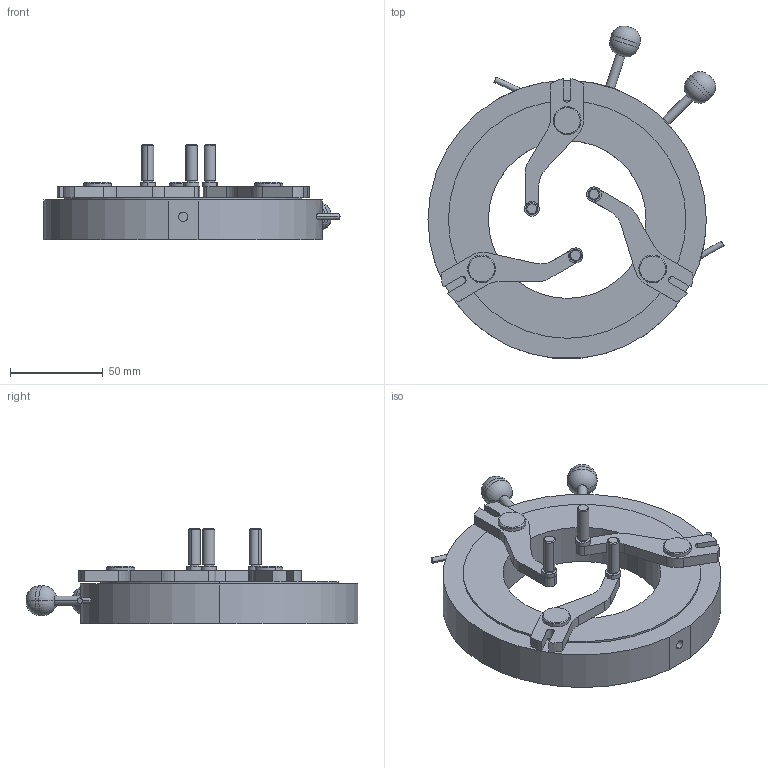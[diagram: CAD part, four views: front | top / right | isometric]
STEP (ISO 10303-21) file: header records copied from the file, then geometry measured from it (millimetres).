
FILE_DESCRIPTION (( 'STEP AP203' ), '1' );
FILE_NAME ('GCM-0403M 俋倰芞.STEP', '2017-01-06T08:30:12', ( 'Lxtx999.CoM' ), ( 'Lxtx999.CoM' ), 'SwSTEP 2.0', 'SolidWorks 2012', '' );
FILE_SCHEMA (( 'CONFIG_CONTROL_DESIGN' ));
Length unit declared in the file: centimetre
Products named in the file (1): GCM-0403M 俋倰芞
Bounding box: 159.53 x 178.88 x 51.6 mm (x, y, z)
Surface area: 53959.3 mm2 (no closed solid volume)
Topology: 0 solids, 4 shells, 151 faces, 363 edges, 234 vertices
Faces by surface type: cylinder 78, plane 53, cone 12, torus 8
Entity records: 4717 total; most frequent: CARTESIAN_POINT 961, DIRECTION 843, ORIENTED_EDGE 712, EDGE_CURVE 363, AXIS2_PLACEMENT_3D 336, VERTEX_POINT 234, CIRCLE 184, EDGE_LOOP 174
